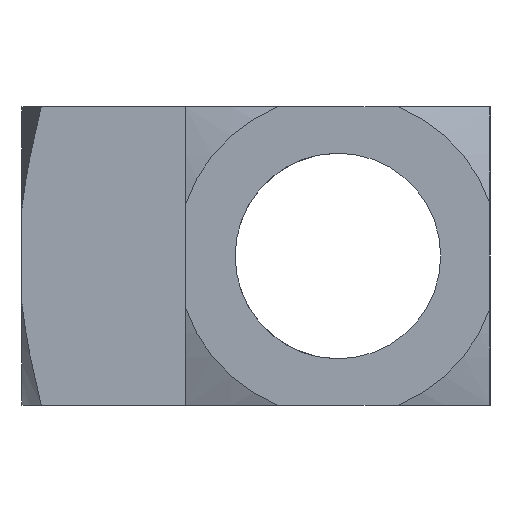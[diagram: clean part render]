
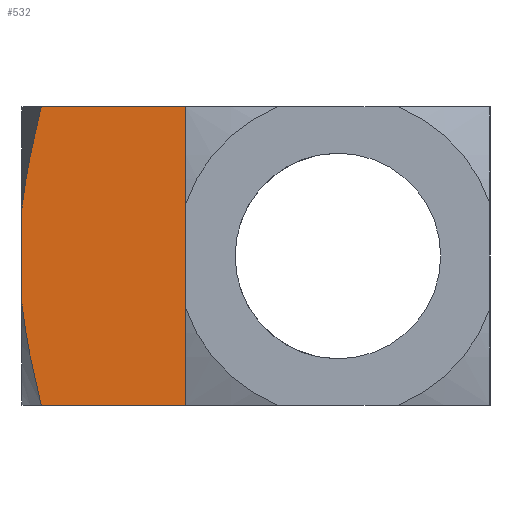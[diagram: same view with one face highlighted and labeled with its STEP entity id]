
A CAD part, left-side view. The second image highlights one B-rep face of the part: STEP entity #532.
In plain terms, the highlighted planar face has unit normal (-1, 0, 0).
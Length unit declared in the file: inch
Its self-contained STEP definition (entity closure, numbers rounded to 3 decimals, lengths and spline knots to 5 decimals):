
#15 = CARTESIAN_POINT ( 'NONE',  ( -0.505, 1.315, 0.34606 ) ) ;
#34 = CARTESIAN_POINT ( 'NONE',  ( -0.505, 1.315, 0.34606 ) ) ;
#45 = CARTESIAN_POINT ( 'NONE',  ( -0.505, 1.29925, 0.79053 ) ) ;
#69 = CARTESIAN_POINT ( 'NONE',  ( -0.505, 0.755, 0. ) ) ;
#133 = ORIENTED_EDGE ( 'NONE', *, *, #1208, .F. ) ;
#138 = EDGE_CURVE ( 'NONE', #311, #1001, #209, .T. ) ;
#161 = CARTESIAN_POINT ( 'NONE',  ( -0.505, 1.27654, 0.90576 ) ) ;
#191 = LINE ( 'NONE', #1209, #760 ) ;
#198 = DIRECTION ( 'NONE',  ( 0., 0., -1. ) ) ;
#208 = ORIENTED_EDGE ( 'NONE', *, *, #1156, .F. ) ;
#209 = B_SPLINE_CURVE_WITH_KNOTS ( 'NONE', 3,
 ( #497, #1083, #45, #161, #399, #391 ),
 .UNSPECIFIED., .F., .F.,
 ( 4, 2, 4 ),
 ( 0.03352, 0.03807, 0.04262 ),
 .UNSPECIFIED. ) ;
#243 = DIRECTION ( 'NONE',  ( 0., 0., -1. ) ) ;
#267 = ORIENTED_EDGE ( 'NONE', *, *, #527, .T. ) ;
#311 = VERTEX_POINT ( 'NONE', #361 ) ;
#361 = CARTESIAN_POINT ( 'NONE',  ( -0.505, 1.315, 0.67394 ) ) ;
#378 = VERTEX_POINT ( 'NONE', #878 ) ;
#387 = AXIS2_PLACEMENT_3D ( 'NONE', #1177, #806, #198 ) ;
#391 = CARTESIAN_POINT ( 'NONE',  ( -0.505, 1.24878, 1.02 ) ) ;
#396 = VECTOR ( 'NONE', #1005, 39.37008 ) ;
#399 = CARTESIAN_POINT ( 'NONE',  ( -0.505, 1.26324, 0.96299 ) ) ;
#435 = VERTEX_POINT ( 'NONE', #988 ) ;
#453 = CARTESIAN_POINT ( 'NONE',  ( -0.505, 1.315, 1.02 ) ) ;
#460 = CARTESIAN_POINT ( 'NONE',  ( -0.505, 1.24878, 0. ) ) ;
#466 = VERTEX_POINT ( 'NONE', #789 ) ;
#497 = CARTESIAN_POINT ( 'NONE',  ( -0.505, 1.315, 0.67394 ) ) ;
#527 = EDGE_CURVE ( 'NONE', #435, #378, #1207, .T. ) ;
#528 = CARTESIAN_POINT ( 'NONE',  ( -0.505, 1.24878, 1.02 ) ) ;
#532 = ADVANCED_FACE ( 'NONE', ( #1274 ), #1259, .F. ) ;
#558 = CARTESIAN_POINT ( 'NONE',  ( -0.505, 1.27647, 0.11395 ) ) ;
#649 = CARTESIAN_POINT ( 'NONE',  ( -0.505, 1.30862, 0.28722 ) ) ;
#667 = ORIENTED_EDGE ( 'NONE', *, *, #849, .F. ) ;
#685 = B_SPLINE_CURVE_WITH_KNOTS ( 'NONE', 3,
 ( #460, #960, #558, #1218, #649, #34 ),
 .UNSPECIFIED., .F., .F.,
 ( 4, 2, 4 ),
 ( 0.01625, 0.02072, 0.02519 ),
 .UNSPECIFIED. ) ;
#750 = EDGE_LOOP ( 'NONE', ( #133, #267, #667, #208, #912, #858 ) ) ;
#760 = VECTOR ( 'NONE', #848, 39.37008 ) ;
#789 = CARTESIAN_POINT ( 'NONE',  ( -0.505, 0.755, 1.02 ) ) ;
#806 = DIRECTION ( 'NONE',  ( 1., 0., 0. ) ) ;
#848 = DIRECTION ( 'NONE',  ( 0., -1., 0. ) ) ;
#849 = EDGE_CURVE ( 'NONE', #466, #378, #1199, .T. ) ;
#858 = ORIENTED_EDGE ( 'NONE', *, *, #1174, .T. ) ;
#878 = CARTESIAN_POINT ( 'NONE',  ( -0.505, 0.755, 0. ) ) ;
#912 = ORIENTED_EDGE ( 'NONE', *, *, #138, .F. ) ;
#960 = CARTESIAN_POINT ( 'NONE',  ( -0.505, 1.2632, 0.05683 ) ) ;
#988 = CARTESIAN_POINT ( 'NONE',  ( -0.505, 1.24878, 0. ) ) ;
#1001 = VERTEX_POINT ( 'NONE', #528 ) ;
#1005 = DIRECTION ( 'NONE',  ( 0., -1., 0. ) ) ;
#1083 = CARTESIAN_POINT ( 'NONE',  ( -0.505, 1.30864, 0.73253 ) ) ;
#1104 = VECTOR ( 'NONE', #243, 39.37008 ) ;
#1124 = VERTEX_POINT ( 'NONE', #15 ) ;
#1156 = EDGE_CURVE ( 'NONE', #1001, #466, #191, .T. ) ;
#1174 = EDGE_CURVE ( 'NONE', #311, #1124, #1190, .T. ) ;
#1177 = CARTESIAN_POINT ( 'NONE',  ( -0.505, 0.755, 1.02 ) ) ;
#1190 = LINE ( 'NONE', #453, #1104 ) ;
#1199 = LINE ( 'NONE', #1254, #1244 ) ;
#1207 = LINE ( 'NONE', #69, #396 ) ;
#1208 = EDGE_CURVE ( 'NONE', #435, #1124, #685, .T. ) ;
#1209 = CARTESIAN_POINT ( 'NONE',  ( -0.505, 0.755, 1.02 ) ) ;
#1218 = CARTESIAN_POINT ( 'NONE',  ( -0.505, 1.29919, 0.22914 ) ) ;
#1244 = VECTOR ( 'NONE', #1247, 39.37008 ) ;
#1247 = DIRECTION ( 'NONE',  ( 0., 0., -1. ) ) ;
#1254 = CARTESIAN_POINT ( 'NONE',  ( -0.505, 0.755, 1.02 ) ) ;
#1259 = PLANE ( 'NONE',  #387 ) ;
#1274 = FACE_OUTER_BOUND ( 'NONE', #750, .T. ) ;
